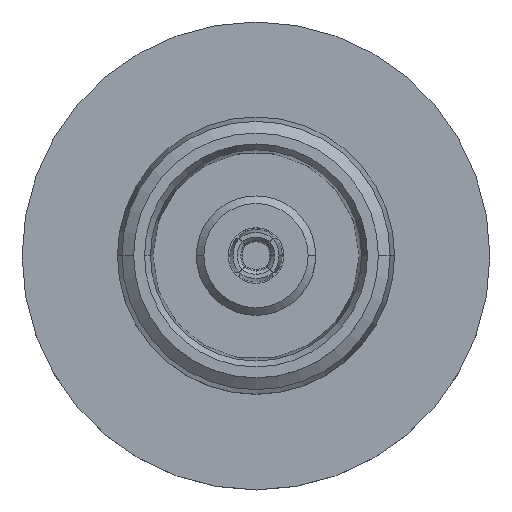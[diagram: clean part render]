
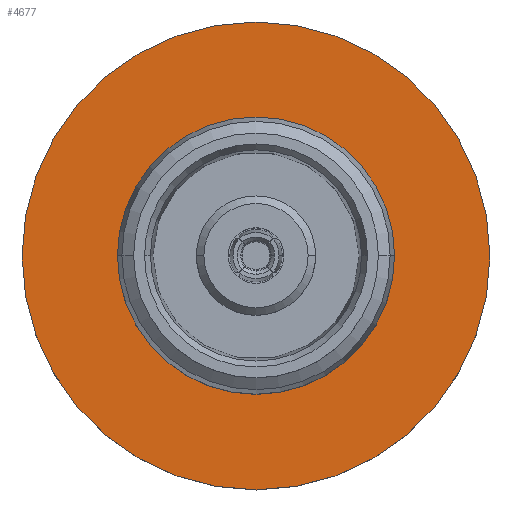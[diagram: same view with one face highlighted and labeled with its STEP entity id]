
A CAD part, top view. The second image highlights one B-rep face of the part: STEP entity #4677.
In plain terms, the highlighted planar face has unit normal (0, 0, 1).
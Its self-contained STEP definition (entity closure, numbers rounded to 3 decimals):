
#101 = CARTESIAN_POINT ( 'NONE',  ( 4.84, 0., -11. ) ) ;
#111 = VERTEX_POINT ( 'NONE', #101 ) ;
#160 = DIRECTION ( 'NONE',  ( 0., 0., 1. ) ) ;
#239 = EDGE_CURVE ( 'NONE', #5996, #2738, #1047, .T. ) ;
#380 = DIRECTION ( 'NONE',  ( -1., 0., 0. ) ) ;
#407 = AXIS2_PLACEMENT_3D ( 'NONE', #6412, #160, #8255 ) ;
#1047 = CIRCLE ( 'NONE', #407, 9.25 ) ;
#1245 = AXIS2_PLACEMENT_3D ( 'NONE', #1277, #10816, #9211 ) ;
#1277 = CARTESIAN_POINT ( 'NONE',  ( 0., 0., -11. ) ) ;
#1392 = CARTESIAN_POINT ( 'NONE',  ( 0., 4.84, -11. ) ) ;
#1715 = AXIS2_PLACEMENT_3D ( 'NONE', #7560, #3555, #3071 ) ;
#2459 = CARTESIAN_POINT ( 'NONE',  ( -9.25, 0., -11. ) ) ;
#2519 = DIRECTION ( 'NONE',  ( 1., 0., 0. ) ) ;
#2738 = VERTEX_POINT ( 'NONE', #2459 ) ;
#2820 = EDGE_LOOP ( 'NONE', ( #5884, #9442 ) ) ;
#3071 = DIRECTION ( 'NONE',  ( 1., 0., 0. ) ) ;
#3181 = PLANE ( 'NONE',  #3204 ) ;
#3204 = AXIS2_PLACEMENT_3D ( 'NONE', #1392, #4787, #380 ) ;
#3555 = DIRECTION ( 'NONE',  ( 0., 0., 1. ) ) ;
#3669 = CIRCLE ( 'NONE', #1245, 9.25 ) ;
#4126 = CIRCLE ( 'NONE', #4918, 4.84 ) ;
#4470 = CARTESIAN_POINT ( 'NONE',  ( 9.25, 0., -11. ) ) ;
#4677 = ADVANCED_FACE ( 'NONE', ( #10153, #7716 ), #3181, .F. ) ;
#4787 = DIRECTION ( 'NONE',  ( 0., 0., -1. ) ) ;
#4857 = VERTEX_POINT ( 'NONE', #8759 ) ;
#4918 = AXIS2_PLACEMENT_3D ( 'NONE', #6494, #10063, #2519 ) ;
#5884 = ORIENTED_EDGE ( 'NONE', *, *, #239, .T. ) ;
#5996 = VERTEX_POINT ( 'NONE', #4470 ) ;
#6120 = EDGE_CURVE ( 'NONE', #4857, #111, #7900, .T. ) ;
#6370 = EDGE_CURVE ( 'NONE', #111, #4857, #4126, .T. ) ;
#6412 = CARTESIAN_POINT ( 'NONE',  ( 0., 0., -11. ) ) ;
#6494 = CARTESIAN_POINT ( 'NONE',  ( 0., 0., -11. ) ) ;
#7560 = CARTESIAN_POINT ( 'NONE',  ( 0., 0., -11. ) ) ;
#7716 = FACE_OUTER_BOUND ( 'NONE', #2820, .T. ) ;
#7736 = ORIENTED_EDGE ( 'NONE', *, *, #6120, .F. ) ;
#7900 = CIRCLE ( 'NONE', #1715, 4.84 ) ;
#8015 = EDGE_CURVE ( 'NONE', #2738, #5996, #3669, .T. ) ;
#8255 = DIRECTION ( 'NONE',  ( 1., 0., 0. ) ) ;
#8759 = CARTESIAN_POINT ( 'NONE',  ( -4.84, 0., -11. ) ) ;
#9034 = ORIENTED_EDGE ( 'NONE', *, *, #6370, .F. ) ;
#9211 = DIRECTION ( 'NONE',  ( 1., 0., 0. ) ) ;
#9442 = ORIENTED_EDGE ( 'NONE', *, *, #8015, .T. ) ;
#10029 = EDGE_LOOP ( 'NONE', ( #9034, #7736 ) ) ;
#10063 = DIRECTION ( 'NONE',  ( 0., 0., 1. ) ) ;
#10153 = FACE_BOUND ( 'NONE', #10029, .T. ) ;
#10816 = DIRECTION ( 'NONE',  ( 0., 0., 1. ) ) ;
